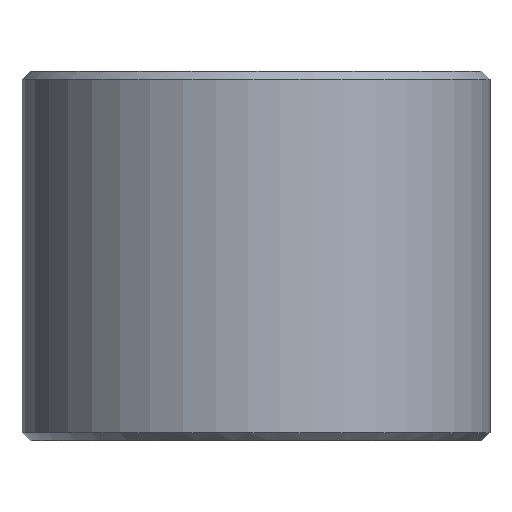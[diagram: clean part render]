
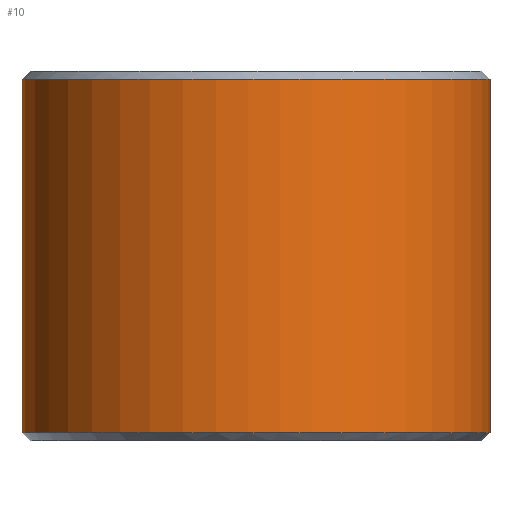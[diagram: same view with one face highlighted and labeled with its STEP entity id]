
A CAD part, front view. The second image highlights one B-rep face of the part: STEP entity #10.
In plain terms, the highlighted free-form (B-spline) face has degree [1, 3] with [2, 7] control points.
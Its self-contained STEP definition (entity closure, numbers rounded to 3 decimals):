
#2 = CARTESIAN_POINT ( 'NONE',  ( 28.5, -16.695, -44. ) ) ;
#10 = ADVANCED_FACE ( 'NONE', ( #627 ), #337, .F. ) ;
#21 = CARTESIAN_POINT ( 'NONE',  ( 0., -28.5, -44. ) ) ;
#27 = EDGE_CURVE ( 'NONE', #600, #144, #293, .T. ) ;
#32 = VERTEX_POINT ( 'NONE', #620 ) ;
#45 = CARTESIAN_POINT ( 'NONE',  ( 16.695, -28.5, -1. ) ) ;
#46 = ORIENTED_EDGE ( 'NONE', *, *, #27, .F. ) ;
#49 = CARTESIAN_POINT ( 'NONE',  ( 16.695, -28.5, -1. ) ) ;
#52 = CARTESIAN_POINT ( 'NONE',  ( 28.5, 0., -1. ) ) ;
#88 = CARTESIAN_POINT ( 'NONE',  ( -28.5, 0., -44. ) ) ;
#107 = EDGE_CURVE ( 'NONE', #198, #32, #364, .T. ) ;
#127 = CARTESIAN_POINT ( 'NONE',  ( 28.5, 0., -44. ) ) ;
#144 = VERTEX_POINT ( 'NONE', #365 ) ;
#149 = CARTESIAN_POINT ( 'NONE',  ( -28.5, 0., -1. ) ) ;
#160 = CARTESIAN_POINT ( 'NONE',  ( 0., -28.5, -44. ) ) ;
#177 = ORIENTED_EDGE ( 'NONE', *, *, #383, .F. ) ;
#198 = VERTEX_POINT ( 'NONE', #565 ) ;
#201 = CARTESIAN_POINT ( 'NONE',  ( 28.5, 0., -44. ) ) ;
#220 = CARTESIAN_POINT ( 'NONE',  ( -16.695, -28.5, -44. ) ) ;
#228 = CARTESIAN_POINT ( 'NONE',  ( -28.5, -16.695, -44. ) ) ;
#252 = CARTESIAN_POINT ( 'NONE',  ( -28.5, 0., -1. ) ) ;
#263 = B_SPLINE_CURVE_WITH_KNOTS ( 'NONE', 1,
 ( #302, #252 ),
 .UNSPECIFIED., .F., .F.,
 ( 2, 2 ),
 ( -1., 0. ),
 .UNSPECIFIED. ) ;
#265 = CARTESIAN_POINT ( 'NONE',  ( 28.5, -16.695, -1. ) ) ;
#279 = CARTESIAN_POINT ( 'NONE',  ( 16.695, -28.5, -44. ) ) ;
#293 =( BOUNDED_CURVE ( )  B_SPLINE_CURVE ( 3, ( #375, #536, #326, #583, #49, #469, #473 ),
 .UNSPECIFIED., .F., .T. ) 
 B_SPLINE_CURVE_WITH_KNOTS ( ( 4, 3, 4 ),
 ( -6.283, -4.712, -3.142 ),
 .UNSPECIFIED. ) 
 CURVE ( )  GEOMETRIC_REPRESENTATION_ITEM ( )  RATIONAL_B_SPLINE_CURVE ( ( 1., 0.805, 0.805, 1., 0.805, 0.805, 1. ) ) 
 REPRESENTATION_ITEM ( '' )  );
#296 = CARTESIAN_POINT ( 'NONE',  ( -28.5, -16.695, -44. ) ) ;
#301 = B_SPLINE_CURVE_WITH_KNOTS ( 'NONE', 1,
 ( #668, #201 ),
 .UNSPECIFIED., .F., .F.,
 ( 2, 2 ),
 ( -1., 0. ),
 .UNSPECIFIED. ) ;
#302 = CARTESIAN_POINT ( 'NONE',  ( -28.5, 0., -44. ) ) ;
#312 = CARTESIAN_POINT ( 'NONE',  ( -28.5, -16.695, -1. ) ) ;
#326 = CARTESIAN_POINT ( 'NONE',  ( -16.695, -28.5, -1. ) ) ;
#337 =( BOUNDED_SURFACE ( )  B_SPLINE_SURFACE ( 1, 3, ( 
 ( #88, #228, #220, #160, #279, #2, #636 ),
 ( #149, #312, #435, #570, #45, #265, #52 ) ),
 .UNSPECIFIED., .F., .F., .F. ) 
 B_SPLINE_SURFACE_WITH_KNOTS ( ( 2, 2 ),
 ( 4, 3, 4 ),
 ( 0., 1. ),
 ( 0., 0.5, 1. ),
 .UNSPECIFIED. ) 
 GEOMETRIC_REPRESENTATION_ITEM ( )  RATIONAL_B_SPLINE_SURFACE ( (
 ( 1., 0.805, 0.805, 1., 0.805, 0.805, 1.),
 ( 1., 0.805, 0.805, 1., 0.805, 0.805, 1.) ) ) 
 REPRESENTATION_ITEM ( '' )  SURFACE ( )  );
#364 =( BOUNDED_CURVE ( )  B_SPLINE_CURVE ( 3, ( #507, #296, #558, #21, #393, #598, #127 ),
 .UNSPECIFIED., .F., .T. ) 
 B_SPLINE_CURVE_WITH_KNOTS ( ( 4, 3, 4 ),
 ( -6.283, -4.712, -3.142 ),
 .UNSPECIFIED. ) 
 CURVE ( )  GEOMETRIC_REPRESENTATION_ITEM ( )  RATIONAL_B_SPLINE_CURVE ( ( 1., 0.805, 0.805, 1., 0.805, 0.805, 1. ) ) 
 REPRESENTATION_ITEM ( '' )  );
#365 = CARTESIAN_POINT ( 'NONE',  ( 28.5, 0., -1. ) ) ;
#375 = CARTESIAN_POINT ( 'NONE',  ( -28.5, 0., -1. ) ) ;
#378 = EDGE_CURVE ( 'NONE', #198, #600, #263, .T. ) ;
#383 = EDGE_CURVE ( 'NONE', #144, #32, #301, .T. ) ;
#393 = CARTESIAN_POINT ( 'NONE',  ( 16.695, -28.5, -44. ) ) ;
#435 = CARTESIAN_POINT ( 'NONE',  ( -16.695, -28.5, -1. ) ) ;
#457 = ORIENTED_EDGE ( 'NONE', *, *, #378, .F. ) ;
#469 = CARTESIAN_POINT ( 'NONE',  ( 28.5, -16.695, -1. ) ) ;
#473 = CARTESIAN_POINT ( 'NONE',  ( 28.5, 0., -1. ) ) ;
#507 = CARTESIAN_POINT ( 'NONE',  ( -28.5, 0., -44. ) ) ;
#514 = ORIENTED_EDGE ( 'NONE', *, *, #107, .T. ) ;
#536 = CARTESIAN_POINT ( 'NONE',  ( -28.5, -16.695, -1. ) ) ;
#552 = EDGE_LOOP ( 'NONE', ( #177, #46, #457, #514 ) ) ;
#558 = CARTESIAN_POINT ( 'NONE',  ( -16.695, -28.5, -44. ) ) ;
#559 = CARTESIAN_POINT ( 'NONE',  ( -28.5, 0., -1. ) ) ;
#565 = CARTESIAN_POINT ( 'NONE',  ( -28.5, 0., -44. ) ) ;
#570 = CARTESIAN_POINT ( 'NONE',  ( 0., -28.5, -1. ) ) ;
#583 = CARTESIAN_POINT ( 'NONE',  ( 0., -28.5, -1. ) ) ;
#598 = CARTESIAN_POINT ( 'NONE',  ( 28.5, -16.695, -44. ) ) ;
#600 = VERTEX_POINT ( 'NONE', #559 ) ;
#620 = CARTESIAN_POINT ( 'NONE',  ( 28.5, 0., -44. ) ) ;
#627 = FACE_OUTER_BOUND ( 'NONE', #552, .T. ) ;
#636 = CARTESIAN_POINT ( 'NONE',  ( 28.5, 0., -44. ) ) ;
#668 = CARTESIAN_POINT ( 'NONE',  ( 28.5, 0., -1. ) ) ;
